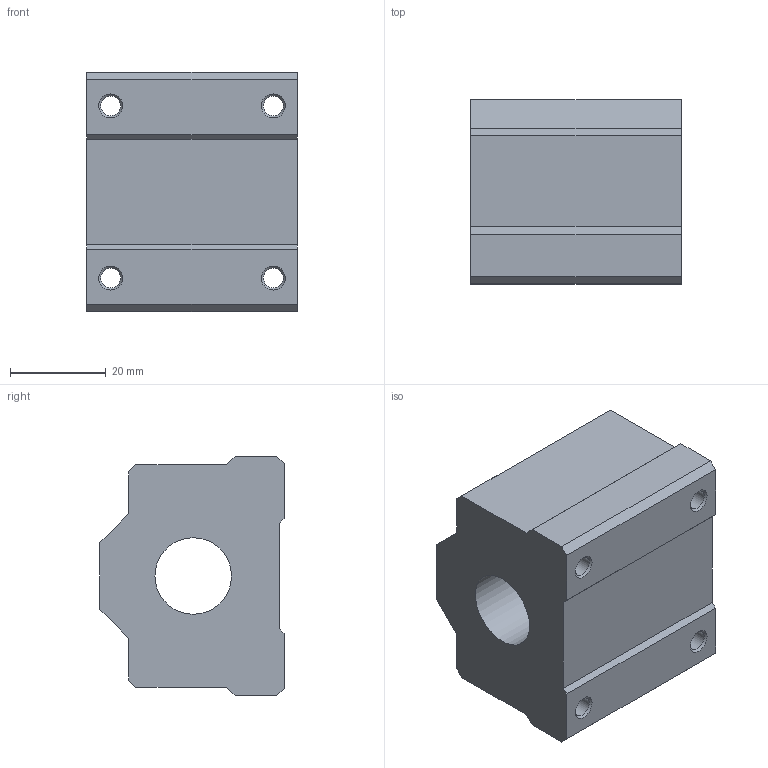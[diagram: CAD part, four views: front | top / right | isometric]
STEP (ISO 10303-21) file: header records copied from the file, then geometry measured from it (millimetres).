
FILE_DESCRIPTION( ( 'STEP AP203' ), '1' );
FILE_NAME( 'SCE16UU.stp', '2020-05-08T01:50:03', ( 'License CC BY-ND 4.0' ), ( 'CADENAS' ), ' ', 'PARTsolutions', ' ' );
FILE_SCHEMA( ( 'CONFIG_CONTROL_DESIGN' ) );
Length unit declared in the file: millimetre
Products named in the file (1): _SCE16UU
Bounding box: 44 x 38.5 x 50 mm (x, y, z)
Volume: 61591.2 mm3; surface area: 13976.8 mm2
Topology: 1 solids, 1 shells, 39 faces, 95 edges, 62 vertices
Faces by surface type: plane 26, cylinder 9, cone 4
Full cylindrical faces by diameter (mm): 4.134 x4, 4.3 x4, 16 x1
Entity records: 1138 total; most frequent: CARTESIAN_POINT 184, DIRECTION 184, ORIENTED_EDGE 164, EDGE_CURVE 82, EDGE_LOOP 66, AXIS2_PLACEMENT_3D 62, VERTEX_POINT 62, LINE 60
